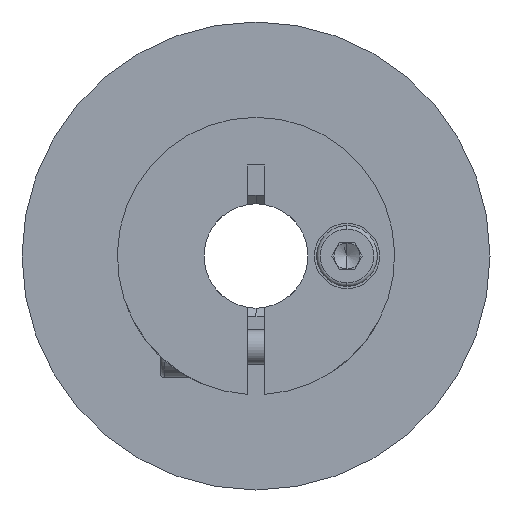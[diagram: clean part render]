
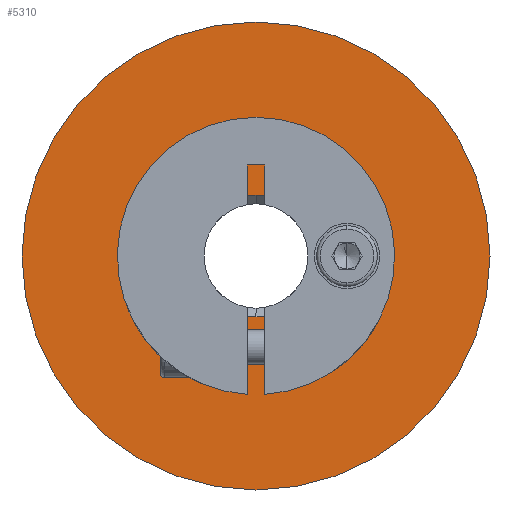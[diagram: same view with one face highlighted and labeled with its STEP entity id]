
A CAD part, left-side view. The second image highlights one B-rep face of the part: STEP entity #5310.
In plain terms, the highlighted planar face has unit normal (-1, 0, 0).
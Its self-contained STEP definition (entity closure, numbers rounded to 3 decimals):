
#25 = VERTEX_POINT ( 'NONE', #3604 ) ;
#66 = ORIENTED_EDGE ( 'NONE', *, *, #727, .F. ) ;
#82 = DIRECTION ( 'NONE',  ( 0., 0., -1. ) ) ;
#164 = ORIENTED_EDGE ( 'NONE', *, *, #5605, .T. ) ;
#189 = VERTEX_POINT ( 'NONE', #1530 ) ;
#235 = DIRECTION ( 'NONE',  ( 0., 0., -1. ) ) ;
#244 = DIRECTION ( 'NONE',  ( 1., 0., 0. ) ) ;
#277 = CIRCLE ( 'NONE', #1868, 1.65 ) ;
#354 = CARTESIAN_POINT ( 'NONE',  ( 0., -10.5, 0. ) ) ;
#398 = EDGE_CURVE ( 'NONE', #3783, #25, #5652, .T. ) ;
#442 = PLANE ( 'NONE',  #1565 ) ;
#546 = ORIENTED_EDGE ( 'NONE', *, *, #2869, .F. ) ;
#611 = CARTESIAN_POINT ( 'NONE',  ( 0., 0., 0. ) ) ;
#727 = EDGE_CURVE ( 'NONE', #2816, #3434, #277, .T. ) ;
#883 = FACE_OUTER_BOUND ( 'NONE', #5661, .T. ) ;
#908 = FACE_BOUND ( 'NONE', #3857, .T. ) ;
#969 = CARTESIAN_POINT ( 'NONE',  ( 0., 0., 0. ) ) ;
#1012 = ORIENTED_EDGE ( 'NONE', *, *, #398, .T. ) ;
#1106 = ORIENTED_EDGE ( 'NONE', *, *, #2767, .T. ) ;
#1147 = DIRECTION ( 'NONE',  ( 0., 0., -1. ) ) ;
#1315 = CARTESIAN_POINT ( 'NONE',  ( 0., -10.5, -1.65 ) ) ;
#1370 = VERTEX_POINT ( 'NONE', #5751 ) ;
#1530 = CARTESIAN_POINT ( 'NONE',  ( 0., 0., 7.025 ) ) ;
#1565 = AXIS2_PLACEMENT_3D ( 'NONE', #2857, #3344, #235 ) ;
#1734 = DIRECTION ( 'NONE',  ( 0., 0., 1. ) ) ;
#1868 = AXIS2_PLACEMENT_3D ( 'NONE', #354, #2148, #2123 ) ;
#1902 = CIRCLE ( 'NONE', #4346, 7.025 ) ;
#1939 = DIRECTION ( 'NONE',  ( 0., 0., 1. ) ) ;
#1961 = DIRECTION ( 'NONE',  ( 1., 0., 0. ) ) ;
#2123 = DIRECTION ( 'NONE',  ( 0., 0., 1. ) ) ;
#2148 = DIRECTION ( 'NONE',  ( -1., 0., 0. ) ) ;
#2271 = CARTESIAN_POINT ( 'NONE',  ( 0., -10.5, 1.65 ) ) ;
#2352 = CARTESIAN_POINT ( 'NONE',  ( 0., 0., 0. ) ) ;
#2373 = AXIS2_PLACEMENT_3D ( 'NONE', #3851, #244, #1147 ) ;
#2767 = EDGE_CURVE ( 'NONE', #1370, #189, #3225, .T. ) ;
#2816 = VERTEX_POINT ( 'NONE', #2271 ) ;
#2857 = CARTESIAN_POINT ( 'NONE',  ( 0., 6.025, 0. ) ) ;
#2869 = EDGE_CURVE ( 'NONE', #3434, #2816, #5654, .T. ) ;
#3205 = EDGE_CURVE ( 'NONE', #189, #1370, #1902, .T. ) ;
#3225 = CIRCLE ( 'NONE', #2373, 7.025 ) ;
#3292 = ORIENTED_EDGE ( 'NONE', *, *, #3205, .T. ) ;
#3344 = DIRECTION ( 'NONE',  ( 1., 0., 0. ) ) ;
#3396 = CARTESIAN_POINT ( 'NONE',  ( 0., 0., -27. ) ) ;
#3434 = VERTEX_POINT ( 'NONE', #1315 ) ;
#3559 = AXIS2_PLACEMENT_3D ( 'NONE', #2352, #5081, #4598 ) ;
#3604 = CARTESIAN_POINT ( 'NONE',  ( 0., 0., 27. ) ) ;
#3761 = EDGE_LOOP ( 'NONE', ( #3292, #1106 ) ) ;
#3783 = VERTEX_POINT ( 'NONE', #3396 ) ;
#3851 = CARTESIAN_POINT ( 'NONE',  ( 0., 0., 0. ) ) ;
#3857 = EDGE_LOOP ( 'NONE', ( #66, #546 ) ) ;
#4246 = AXIS2_PLACEMENT_3D ( 'NONE', #4470, #4869, #1734 ) ;
#4302 = CIRCLE ( 'NONE', #3559, 27. ) ;
#4346 = AXIS2_PLACEMENT_3D ( 'NONE', #611, #1961, #82 ) ;
#4465 = FACE_BOUND ( 'NONE', #3761, .T. ) ;
#4470 = CARTESIAN_POINT ( 'NONE',  ( 0., -10.5, 0. ) ) ;
#4520 = DIRECTION ( 'NONE',  ( -1., 0., 0. ) ) ;
#4598 = DIRECTION ( 'NONE',  ( 0., 0., 1. ) ) ;
#4869 = DIRECTION ( 'NONE',  ( -1., 0., 0. ) ) ;
#5081 = DIRECTION ( 'NONE',  ( -1., 0., 0. ) ) ;
#5093 = AXIS2_PLACEMENT_3D ( 'NONE', #969, #4520, #1939 ) ;
#5310 = ADVANCED_FACE ( 'NONE', ( #4465, #908, #883 ), #442, .F. ) ;
#5605 = EDGE_CURVE ( 'NONE', #25, #3783, #4302, .T. ) ;
#5652 = CIRCLE ( 'NONE', #5093, 27. ) ;
#5654 = CIRCLE ( 'NONE', #4246, 1.65 ) ;
#5661 = EDGE_LOOP ( 'NONE', ( #164, #1012 ) ) ;
#5751 = CARTESIAN_POINT ( 'NONE',  ( 0., 0., -7.025 ) ) ;
